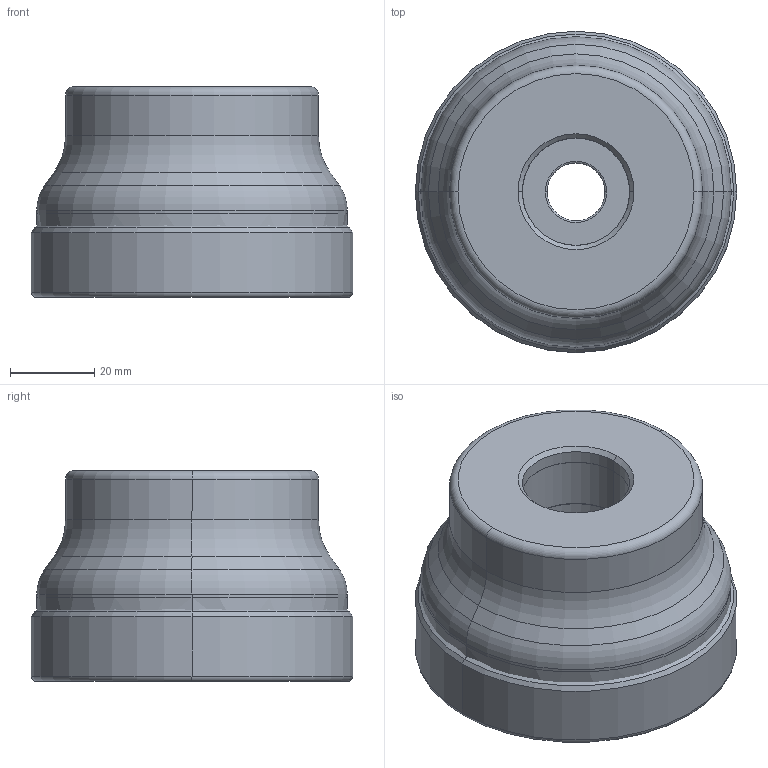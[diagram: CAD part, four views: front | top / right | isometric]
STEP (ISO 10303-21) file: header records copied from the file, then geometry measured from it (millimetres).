
FILE_DESCRIPTION(/* description */ (''),/* implementation_level */ '2;1');
FILE_NAME(/* name */ 'BXD4000R0305_IR0_047.stp',/* time_stamp */ '2023-03-06T12:41:29+09:00',/* author */ (''),/* organization */ (''),/* preprocessor_version */ 'ST-DEVELOPER v16',/* originating_system */ 'SIEMENS PLM Software NX 10.0',/* authorisation */ '');
FILE_SCHEMA (('AUTOMOTIVE_DESIGN { 1 0 10303 214 3 1 1 1 }'));
Length unit declared in the file: millimetre
Products named in the file (1): BXD4000R0305_IR0_047_ASM_4_ASM
Bounding box: 76.2 x 76.2 x 50 mm (x, y, z)
Volume: 180904.4 mm3; surface area: 31905.6 mm2
Topology: 2 solids, 2 shells, 76 faces, 190 edges, 135 vertices
Faces by surface type: cone 30, torus 22, cylinder 16, plane 8
Entity records: 2446 total; most frequent: DIRECTION 492, CARTESIAN_POINT 385, ORIENTED_EDGE 356, AXIS2_PLACEMENT_3D 218, EDGE_CURVE 178, CIRCLE 134, VERTEX_POINT 110, EDGE_LOOP 84
